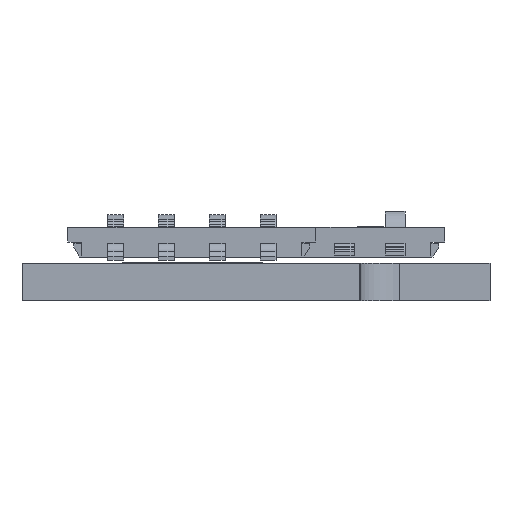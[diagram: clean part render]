
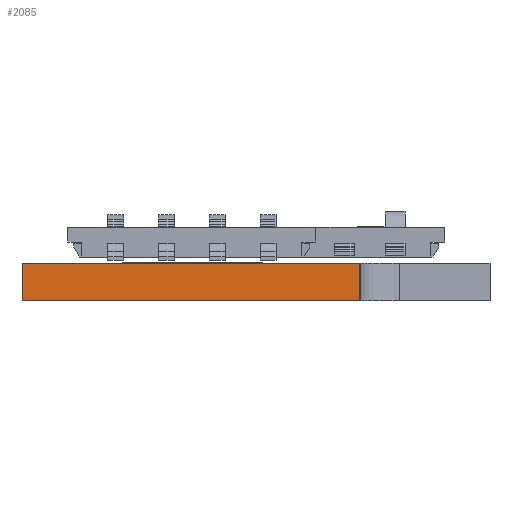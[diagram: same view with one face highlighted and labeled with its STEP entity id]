
A CAD part, front view. The second image highlights one B-rep face of the part: STEP entity #2085.
In plain terms, the highlighted planar face has unit normal (0, -1, 0).
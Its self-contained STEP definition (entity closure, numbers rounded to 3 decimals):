
#40 = EDGE_CURVE('',#41,#43,#45,.T.);
#41 = VERTEX_POINT('',#42);
#42 = CARTESIAN_POINT('',(-8.5,0.,0.));
#43 = VERTEX_POINT('',#44);
#44 = CARTESIAN_POINT('',(-8.5,0.,1.894));
#45 = SURFACE_CURVE('',#46,(#50,#62),.PCURVE_S1.);
#46 = LINE('',#47,#48);
#47 = CARTESIAN_POINT('',(-8.5,0.,0.));
#48 = VECTOR('',#49,1.);
#49 = DIRECTION('',(0.,0.,1.));
#50 = PCURVE('',#51,#56);
#51 = PLANE('',#52);
#52 = AXIS2_PLACEMENT_3D('',#53,#54,#55);
#53 = CARTESIAN_POINT('',(-8.5,0.,0.));
#54 = DIRECTION('',(-1.,0.,0.));
#55 = DIRECTION('',(0.,1.,0.));
#56 = DEFINITIONAL_REPRESENTATION('',(#57),#61);
#57 = LINE('',#58,#59);
#58 = CARTESIAN_POINT('',(0.,0.));
#59 = VECTOR('',#60,1.);
#60 = DIRECTION('',(0.,-1.));
#61 = ( GEOMETRIC_REPRESENTATION_CONTEXT(2) 
PARAMETRIC_REPRESENTATION_CONTEXT() REPRESENTATION_CONTEXT('2D SPACE',''
  ) );
#62 = PCURVE('',#63,#68);
#63 = PLANE('',#64);
#64 = AXIS2_PLACEMENT_3D('',#65,#66,#67);
#65 = CARTESIAN_POINT('',(8.4,0.,0.));
#66 = DIRECTION('',(0.,-1.,0.));
#67 = DIRECTION('',(-1.,0.,0.));
#68 = DEFINITIONAL_REPRESENTATION('',(#69),#73);
#69 = LINE('',#70,#71);
#70 = CARTESIAN_POINT('',(16.9,0.));
#71 = VECTOR('',#72,1.);
#72 = DIRECTION('',(0.,-1.));
#73 = ( GEOMETRIC_REPRESENTATION_CONTEXT(2) 
PARAMETRIC_REPRESENTATION_CONTEXT() REPRESENTATION_CONTEXT('2D SPACE',''
  ) );
#91 = PLANE('',#92);
#92 = AXIS2_PLACEMENT_3D('',#93,#94,#95);
#93 = CARTESIAN_POINT('',(-8.5,0.,1.894));
#94 = DIRECTION('',(0.,0.,1.));
#95 = DIRECTION('',(1.,0.,0.));
#145 = PLANE('',#146);
#146 = AXIS2_PLACEMENT_3D('',#147,#148,#149);
#147 = CARTESIAN_POINT('',(-8.5,0.,0.));
#148 = DIRECTION('',(0.,0.,1.));
#149 = DIRECTION('',(1.,0.,0.));
#1981 = PLANE('',#1982);
#1982 = AXIS2_PLACEMENT_3D('',#1983,#1984,#1985);
#1983 = CARTESIAN_POINT('',(8.4,13.05,0.));
#1984 = DIRECTION('',(1.,0.,0.));
#1985 = DIRECTION('',(0.,-1.,0.));
#2020 = VERTEX_POINT('',#2021);
#2021 = CARTESIAN_POINT('',(8.4,0.,1.894));
#2042 = EDGE_CURVE('',#2043,#2020,#2045,.T.);
#2043 = VERTEX_POINT('',#2044);
#2044 = CARTESIAN_POINT('',(8.4,0.,0.));
#2045 = SURFACE_CURVE('',#2046,(#2050,#2057),.PCURVE_S1.);
#2046 = LINE('',#2047,#2048);
#2047 = CARTESIAN_POINT('',(8.4,0.,0.));
#2048 = VECTOR('',#2049,1.);
#2049 = DIRECTION('',(0.,0.,1.));
#2050 = PCURVE('',#1981,#2051);
#2051 = DEFINITIONAL_REPRESENTATION('',(#2052),#2056);
#2052 = LINE('',#2053,#2054);
#2053 = CARTESIAN_POINT('',(13.05,0.));
#2054 = VECTOR('',#2055,1.);
#2055 = DIRECTION('',(0.,-1.));
#2056 = ( GEOMETRIC_REPRESENTATION_CONTEXT(2) 
PARAMETRIC_REPRESENTATION_CONTEXT() REPRESENTATION_CONTEXT('2D SPACE',''
  ) );
#2057 = PCURVE('',#63,#2058);
#2058 = DEFINITIONAL_REPRESENTATION('',(#2059),#2063);
#2059 = LINE('',#2060,#2061);
#2060 = CARTESIAN_POINT('',(0.,0.));
#2061 = VECTOR('',#2062,1.);
#2062 = DIRECTION('',(0.,-1.));
#2063 = ( GEOMETRIC_REPRESENTATION_CONTEXT(2) 
PARAMETRIC_REPRESENTATION_CONTEXT() REPRESENTATION_CONTEXT('2D SPACE',''
  ) );
#2085 = ADVANCED_FACE('',(#2086),#63,.T.);
#2086 = FACE_BOUND('',#2087,.T.);
#2087 = EDGE_LOOP('',(#2088,#2089,#2110,#2111));
#2088 = ORIENTED_EDGE('',*,*,#2042,.T.);
#2089 = ORIENTED_EDGE('',*,*,#2090,.T.);
#2090 = EDGE_CURVE('',#2020,#43,#2091,.T.);
#2091 = SURFACE_CURVE('',#2092,(#2096,#2103),.PCURVE_S1.);
#2092 = LINE('',#2093,#2094);
#2093 = CARTESIAN_POINT('',(8.4,0.,1.894));
#2094 = VECTOR('',#2095,1.);
#2095 = DIRECTION('',(-1.,0.,0.));
#2096 = PCURVE('',#63,#2097);
#2097 = DEFINITIONAL_REPRESENTATION('',(#2098),#2102);
#2098 = LINE('',#2099,#2100);
#2099 = CARTESIAN_POINT('',(0.,-1.894));
#2100 = VECTOR('',#2101,1.);
#2101 = DIRECTION('',(1.,0.));
#2102 = ( GEOMETRIC_REPRESENTATION_CONTEXT(2) 
PARAMETRIC_REPRESENTATION_CONTEXT() REPRESENTATION_CONTEXT('2D SPACE',''
  ) );
#2103 = PCURVE('',#91,#2104);
#2104 = DEFINITIONAL_REPRESENTATION('',(#2105),#2109);
#2105 = LINE('',#2106,#2107);
#2106 = CARTESIAN_POINT('',(16.9,0.));
#2107 = VECTOR('',#2108,1.);
#2108 = DIRECTION('',(-1.,0.));
#2109 = ( GEOMETRIC_REPRESENTATION_CONTEXT(2) 
PARAMETRIC_REPRESENTATION_CONTEXT() REPRESENTATION_CONTEXT('2D SPACE',''
  ) );
#2110 = ORIENTED_EDGE('',*,*,#40,.F.);
#2111 = ORIENTED_EDGE('',*,*,#2112,.F.);
#2112 = EDGE_CURVE('',#2043,#41,#2113,.T.);
#2113 = SURFACE_CURVE('',#2114,(#2118,#2125),.PCURVE_S1.);
#2114 = LINE('',#2115,#2116);
#2115 = CARTESIAN_POINT('',(8.4,0.,0.));
#2116 = VECTOR('',#2117,1.);
#2117 = DIRECTION('',(-1.,0.,0.));
#2118 = PCURVE('',#63,#2119);
#2119 = DEFINITIONAL_REPRESENTATION('',(#2120),#2124);
#2120 = LINE('',#2121,#2122);
#2121 = CARTESIAN_POINT('',(0.,0.));
#2122 = VECTOR('',#2123,1.);
#2123 = DIRECTION('',(1.,0.));
#2124 = ( GEOMETRIC_REPRESENTATION_CONTEXT(2) 
PARAMETRIC_REPRESENTATION_CONTEXT() REPRESENTATION_CONTEXT('2D SPACE',''
  ) );
#2125 = PCURVE('',#145,#2126);
#2126 = DEFINITIONAL_REPRESENTATION('',(#2127),#2131);
#2127 = LINE('',#2128,#2129);
#2128 = CARTESIAN_POINT('',(16.9,0.));
#2129 = VECTOR('',#2130,1.);
#2130 = DIRECTION('',(-1.,0.));
#2131 = ( GEOMETRIC_REPRESENTATION_CONTEXT(2) 
PARAMETRIC_REPRESENTATION_CONTEXT() REPRESENTATION_CONTEXT('2D SPACE',''
  ) );
